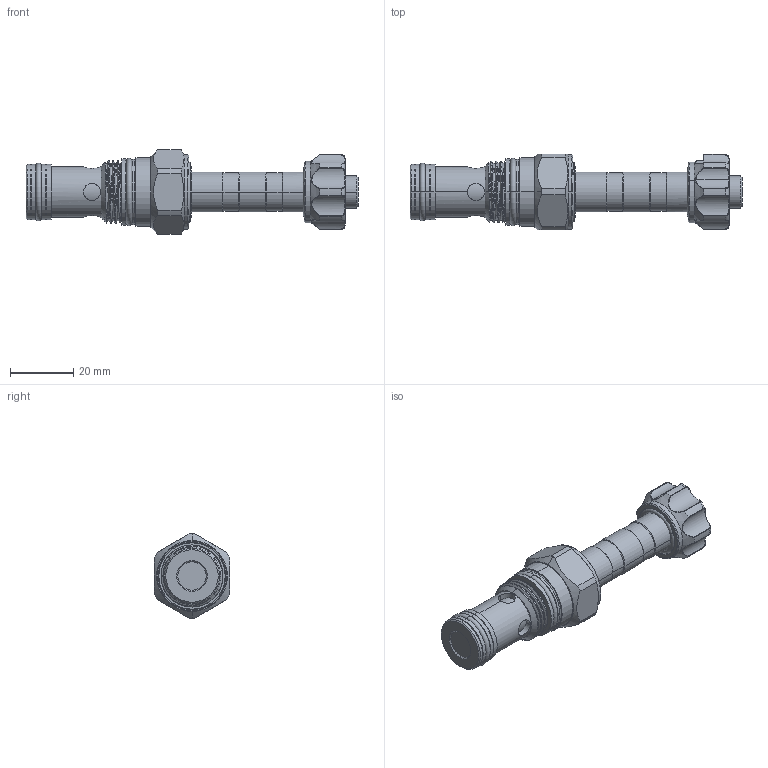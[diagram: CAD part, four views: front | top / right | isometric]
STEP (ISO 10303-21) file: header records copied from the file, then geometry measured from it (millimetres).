
FILE_DESCRIPTION (( 'STEP AP203' ), '1' );
FILE_NAME ('EP13A2A05M05.STEP', '2024-12-04T00:20:42', ( '' ), ( '' ), 'SwSTEP 2.0', 'SolidWorks 2018', '' );
FILE_SCHEMA (( 'CONFIG_CONTROL_DESIGN' ));
Length unit declared in the file: millimetre
Products named in the file (1): EP13A2A05M05
Bounding box: 105.2 x 24 x 26.7 mm (x, y, z)
Volume: 25135.5 mm3; surface area: 8151.5 mm2
Topology: 1 solids, 1 shells, 277 faces, 664 edges, 411 vertices
Faces by surface type: cylinder 134, cone 43, bspline 38, plane 33, torus 29
Entity records: 16149 total; most frequent: CARTESIAN_POINT 9972, ORIENTED_EDGE 1324, DIRECTION 1239, EDGE_CURVE 662, AXIS2_PLACEMENT_3D 531, VERTEX_POINT 411, EDGE_LOOP 303, CIRCLE 291
